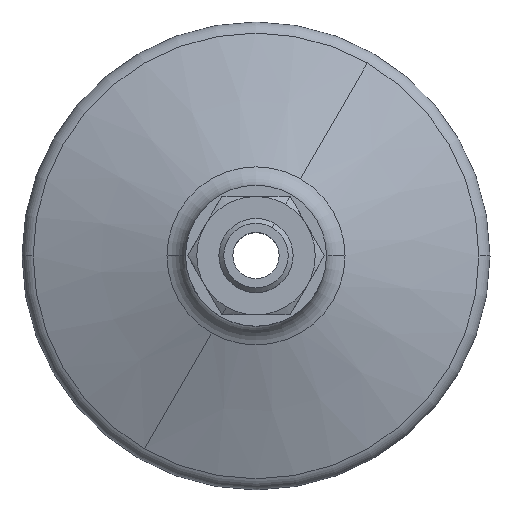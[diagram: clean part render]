
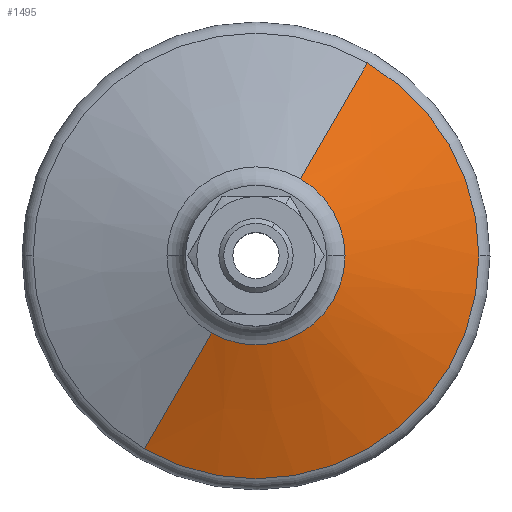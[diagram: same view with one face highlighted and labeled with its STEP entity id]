
A CAD part, top view. The second image highlights one B-rep face of the part: STEP entity #1495.
In plain terms, the highlighted conical face has half-angle 70 degrees and reference radius 27.658 mm.
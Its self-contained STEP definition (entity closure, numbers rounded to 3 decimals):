
#9 = DIRECTION ( 'NONE',  ( 0., 0., 1. ) ) ;
#27 = CARTESIAN_POINT ( 'NONE',  ( -13.829, -23.953, 26.642 ) ) ;
#78 = DIRECTION ( 'NONE',  ( -0.5, -0.866, 0. ) ) ;
#128 = DIRECTION ( 'NONE',  ( -0.5, -0.866, 0. ) ) ;
#152 = CARTESIAN_POINT ( 'NONE',  ( 0., 0., 26.642 ) ) ;
#167 = VERTEX_POINT ( 'NONE', #801 ) ;
#173 = CARTESIAN_POINT ( 'NONE',  ( 0., 0., 30.961 ) ) ;
#175 = LINE ( 'NONE', #27, #275 ) ;
#190 = CARTESIAN_POINT ( 'NONE',  ( 39.526, 0., 22.322 ) ) ;
#214 = DIRECTION ( 'NONE',  ( -0.5, -0.866, 0. ) ) ;
#239 = ORIENTED_EDGE ( 'NONE', *, *, #840, .F. ) ;
#275 = VECTOR ( 'NONE', #779, 1000. ) ;
#314 = VERTEX_POINT ( 'NONE', #1282 ) ;
#368 = EDGE_CURVE ( 'NONE', #393, #314, #1006, .T. ) ;
#381 = CIRCLE ( 'NONE', #1038, 39.526 ) ;
#393 = VERTEX_POINT ( 'NONE', #472 ) ;
#452 = DIRECTION ( 'NONE',  ( -0.5, -0.866, 0. ) ) ;
#472 = CARTESIAN_POINT ( 'NONE',  ( 15.79, 0., 30.961 ) ) ;
#481 = AXIS2_PLACEMENT_3D ( 'NONE', #152, #1033, #128 ) ;
#490 = EDGE_CURVE ( 'NONE', #167, #660, #381, .T. ) ;
#545 = CARTESIAN_POINT ( 'NONE',  ( 0., 0., 22.322 ) ) ;
#593 = AXIS2_PLACEMENT_3D ( 'NONE', #545, #833, #78 ) ;
#660 = VERTEX_POINT ( 'NONE', #190 ) ;
#702 = EDGE_CURVE ( 'NONE', #1131, #167, #175, .T. ) ;
#751 = AXIS2_PLACEMENT_3D ( 'NONE', #173, #954, #214 ) ;
#760 = CARTESIAN_POINT ( 'NONE',  ( 19.763, 34.231, 22.322 ) ) ;
#779 = DIRECTION ( 'NONE',  ( -0.47, -0.814, -0.342 ) ) ;
#798 = CARTESIAN_POINT ( 'NONE',  ( 0., 0., 30.961 ) ) ;
#801 = CARTESIAN_POINT ( 'NONE',  ( -19.763, -34.231, 22.322 ) ) ;
#833 = DIRECTION ( 'NONE',  ( 0., 0., 1. ) ) ;
#838 = ORIENTED_EDGE ( 'NONE', *, *, #368, .F. ) ;
#840 = EDGE_CURVE ( 'NONE', #314, #1156, #889, .T. ) ;
#869 = DIRECTION ( 'NONE',  ( 0.47, 0.814, -0.342 ) ) ;
#889 = LINE ( 'NONE', #1502, #1952 ) ;
#954 = DIRECTION ( 'NONE',  ( 0., 0., 1. ) ) ;
#965 = ORIENTED_EDGE ( 'NONE', *, *, #702, .T. ) ;
#975 = ORIENTED_EDGE ( 'NONE', *, *, #1085, .F. ) ;
#1006 = CIRCLE ( 'NONE', #1032, 15.79 ) ;
#1032 = AXIS2_PLACEMENT_3D ( 'NONE', #798, #9, #452 ) ;
#1033 = DIRECTION ( 'NONE',  ( 0., 0., -1. ) ) ;
#1038 = AXIS2_PLACEMENT_3D ( 'NONE', #1521, #1202, #1470 ) ;
#1085 = EDGE_CURVE ( 'NONE', #1131, #393, #1830, .T. ) ;
#1131 = VERTEX_POINT ( 'NONE', #1828 ) ;
#1150 = EDGE_LOOP ( 'NONE', ( #239, #838, #975, #965, #1406, #1589 ) ) ;
#1156 = VERTEX_POINT ( 'NONE', #760 ) ;
#1202 = DIRECTION ( 'NONE',  ( 0., 0., 1. ) ) ;
#1282 = CARTESIAN_POINT ( 'NONE',  ( 7.895, 13.674, 30.961 ) ) ;
#1390 = EDGE_CURVE ( 'NONE', #660, #1156, #1676, .T. ) ;
#1406 = ORIENTED_EDGE ( 'NONE', *, *, #490, .T. ) ;
#1470 = DIRECTION ( 'NONE',  ( -0.5, -0.866, 0. ) ) ;
#1495 = ADVANCED_FACE ( 'NONE', ( #1512 ), #1957, .T. ) ;
#1502 = CARTESIAN_POINT ( 'NONE',  ( 13.829, 23.953, 26.642 ) ) ;
#1512 = FACE_OUTER_BOUND ( 'NONE', #1150, .T. ) ;
#1521 = CARTESIAN_POINT ( 'NONE',  ( 0., 0., 22.322 ) ) ;
#1589 = ORIENTED_EDGE ( 'NONE', *, *, #1390, .T. ) ;
#1676 = CIRCLE ( 'NONE', #593, 39.526 ) ;
#1828 = CARTESIAN_POINT ( 'NONE',  ( -7.895, -13.674, 30.961 ) ) ;
#1830 = CIRCLE ( 'NONE', #751, 15.79 ) ;
#1952 = VECTOR ( 'NONE', #869, 1000. ) ;
#1957 = CONICAL_SURFACE ( 'NONE', #481, 27.658, 1.222 ) ;
